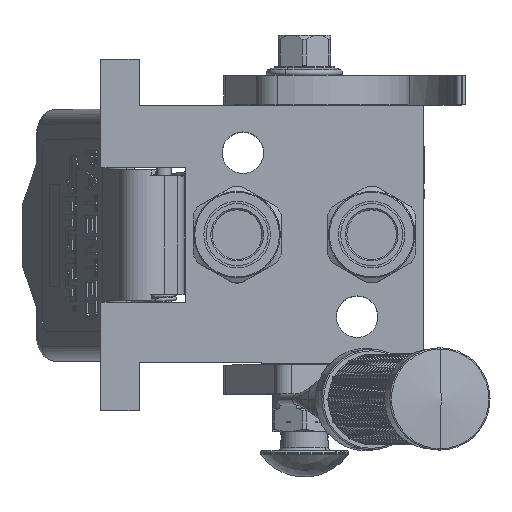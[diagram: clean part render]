
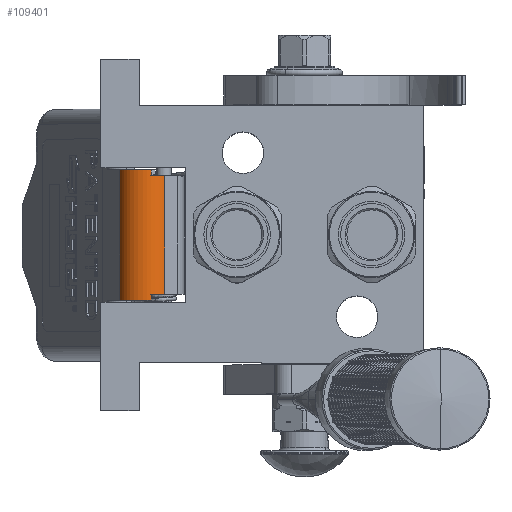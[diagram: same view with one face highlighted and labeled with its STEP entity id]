
A CAD part, top view. The second image highlights one B-rep face of the part: STEP entity #109401.
In plain terms, the highlighted cylindrical face has radius 9.5 mm (diameter 19 mm), a partial arc.
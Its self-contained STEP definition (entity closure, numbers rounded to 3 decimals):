
#3 = ORIENTED_EDGE ( 'NONE', *, *, #81354, .T. ) ;
#524 = VECTOR ( 'NONE', #140581, 1000. ) ;
#1914 = DIRECTION ( 'NONE',  ( -1., 0., 0. ) ) ;
#3383 = EDGE_CURVE ( 'NONE', #160011, #116756, #7260, .T. ) ;
#6970 = VERTEX_POINT ( 'NONE', #103203 ) ;
#7260 = LINE ( 'NONE', #169673, #524 ) ;
#11239 = VECTOR ( 'NONE', #110254, 1000. ) ;
#15003 = CARTESIAN_POINT ( 'NONE',  ( -22.25, 0., -56.881 ) ) ;
#17006 = DIRECTION ( 'NONE',  ( 1., 0., 0. ) ) ;
#20758 = VERTEX_POINT ( 'NONE', #33726 ) ;
#21420 = CARTESIAN_POINT ( 'NONE',  ( 20.25, 0., -56.881 ) ) ;
#22349 = CARTESIAN_POINT ( 'NONE',  ( -22.25, 8., -47.5 ) ) ;
#22574 = CARTESIAN_POINT ( 'NONE',  ( 20.25, -5.154, -56.269 ) ) ;
#26620 = CYLINDRICAL_SURFACE ( 'NONE', #69877, 9.5 ) ;
#27941 = EDGE_CURVE ( 'NONE', #116756, #20758, #92736, .T. ) ;
#31275 = VERTEX_POINT ( 'NONE', #63037 ) ;
#33726 = CARTESIAN_POINT ( 'NONE',  ( 22.25, 8., -47.5 ) ) ;
#40625 = DIRECTION ( 'NONE',  ( 1., 0., 0. ) ) ;
#45947 = CIRCLE ( 'NONE', #95237, 9.5 ) ;
#49106 = ORIENTED_EDGE ( 'NONE', *, *, #3383, .F. ) ;
#53814 = ORIENTED_EDGE ( 'NONE', *, *, #182593, .T. ) ;
#57115 = ORIENTED_EDGE ( 'NONE', *, *, #131477, .T. ) ;
#59416 = DIRECTION ( 'NONE',  ( 0., -0.385, -0.923 ) ) ;
#61062 = CARTESIAN_POINT ( 'NONE',  ( 22.25, 0., -56.881 ) ) ;
#63037 = CARTESIAN_POINT ( 'NONE',  ( -20.25, 0., -56.881 ) ) ;
#64732 = VERTEX_POINT ( 'NONE', #134536 ) ;
#69877 = AXIS2_PLACEMENT_3D ( 'NONE', #133449, #1914, #176426 ) ;
#71794 = CARTESIAN_POINT ( 'NONE',  ( -22.25, -1.5, -47.5 ) ) ;
#74816 = CARTESIAN_POINT ( 'NONE',  ( -22.25, 8., -47.5 ) ) ;
#81354 = EDGE_CURVE ( 'NONE', #64732, #31275, #100640, .T. ) ;
#82422 = CARTESIAN_POINT ( 'NONE',  ( -20.25, -5.154, -56.269 ) ) ;
#87020 = AXIS2_PLACEMENT_3D ( 'NONE', #71794, #127461, #98440 ) ;
#90670 = LINE ( 'NONE', #22349, #11239 ) ;
#92736 = CIRCLE ( 'NONE', #93811, 9.5 ) ;
#93811 = AXIS2_PLACEMENT_3D ( 'NONE', #148643, #178971, #136003 ) ;
#95237 = AXIS2_PLACEMENT_3D ( 'NONE', #160574, #17006, #59416 ) ;
#98083 = EDGE_LOOP ( 'NONE', ( #176584, #3, #165614, #57115, #53814, #135778, #49106, #162858 ) ) ;
#98440 = DIRECTION ( 'NONE',  ( 0., 0.158, -0.987 ) ) ;
#99140 = VERTEX_POINT ( 'NONE', #74816 ) ;
#99234 = VECTOR ( 'NONE', #40625, 1000. ) ;
#100640 = CIRCLE ( 'NONE', #156114, 9.5 ) ;
#101521 = VECTOR ( 'NONE', #103586, 1000. ) ;
#103203 = CARTESIAN_POINT ( 'NONE',  ( -22.25, 0., -56.881 ) ) ;
#103586 = DIRECTION ( 'NONE',  ( 1., 0., 0. ) ) ;
#104974 = DIRECTION ( 'NONE',  ( 0., -0.385, -0.923 ) ) ;
#109101 = EDGE_CURVE ( 'NONE', #64732, #142105, #119507, .T. ) ;
#109401 = ADVANCED_FACE ( 'NONE', ( #141977 ), #26620, .T. ) ;
#110254 = DIRECTION ( 'NONE',  ( 1., 0., 0. ) ) ;
#116756 = VERTEX_POINT ( 'NONE', #61062 ) ;
#119484 = DIRECTION ( 'NONE',  ( 1., 0., 0. ) ) ;
#119507 = LINE ( 'NONE', #82422, #99234 ) ;
#121082 = EDGE_CURVE ( 'NONE', #6970, #31275, #151318, .T. ) ;
#126662 = CIRCLE ( 'NONE', #87020, 9.5 ) ;
#127461 = DIRECTION ( 'NONE',  ( 1., 0., 0. ) ) ;
#131477 = EDGE_CURVE ( 'NONE', #6970, #99140, #126662, .T. ) ;
#133449 = CARTESIAN_POINT ( 'NONE',  ( -22.25, -1.5, -47.5 ) ) ;
#134536 = CARTESIAN_POINT ( 'NONE',  ( -20.25, -5.154, -56.269 ) ) ;
#135778 = ORIENTED_EDGE ( 'NONE', *, *, #27941, .F. ) ;
#136003 = DIRECTION ( 'NONE',  ( 0., 0.158, -0.987 ) ) ;
#140581 = DIRECTION ( 'NONE',  ( 1., 0., 0. ) ) ;
#141977 = FACE_OUTER_BOUND ( 'NONE', #98083, .T. ) ;
#142105 = VERTEX_POINT ( 'NONE', #22574 ) ;
#147895 = CARTESIAN_POINT ( 'NONE',  ( -20.25, -1.5, -47.5 ) ) ;
#148643 = CARTESIAN_POINT ( 'NONE',  ( 22.25, -1.5, -47.5 ) ) ;
#151318 = LINE ( 'NONE', #15003, #101521 ) ;
#156114 = AXIS2_PLACEMENT_3D ( 'NONE', #147895, #119484, #104974 ) ;
#160011 = VERTEX_POINT ( 'NONE', #21420 ) ;
#160574 = CARTESIAN_POINT ( 'NONE',  ( 20.25, -1.5, -47.5 ) ) ;
#162858 = ORIENTED_EDGE ( 'NONE', *, *, #187715, .F. ) ;
#165614 = ORIENTED_EDGE ( 'NONE', *, *, #121082, .F. ) ;
#169673 = CARTESIAN_POINT ( 'NONE',  ( 20.25, 0., -56.881 ) ) ;
#176426 = DIRECTION ( 'NONE',  ( 0., -1., 0. ) ) ;
#176584 = ORIENTED_EDGE ( 'NONE', *, *, #109101, .F. ) ;
#178971 = DIRECTION ( 'NONE',  ( 1., 0., 0. ) ) ;
#182593 = EDGE_CURVE ( 'NONE', #99140, #20758, #90670, .T. ) ;
#187715 = EDGE_CURVE ( 'NONE', #142105, #160011, #45947, .T. ) ;
